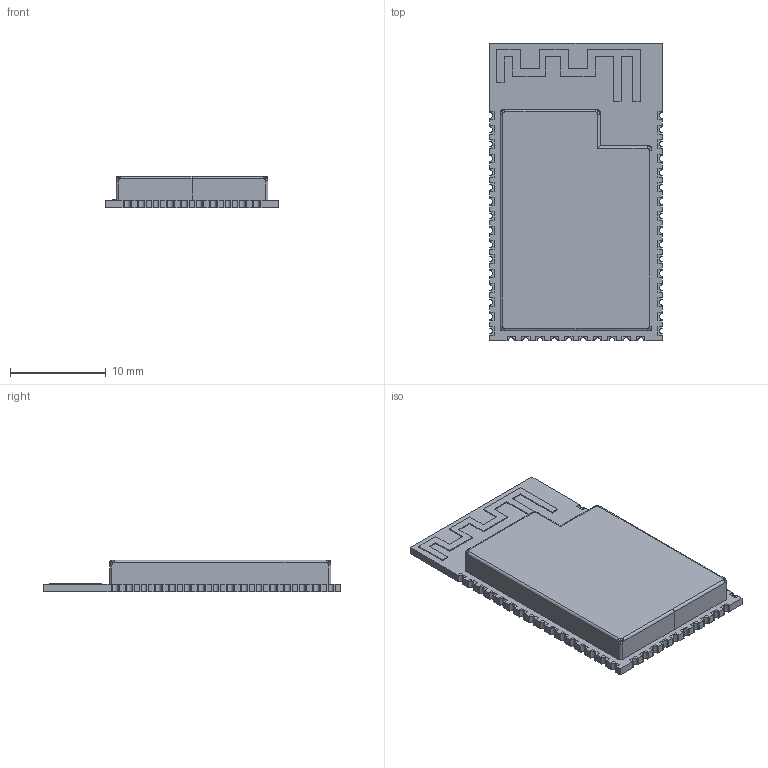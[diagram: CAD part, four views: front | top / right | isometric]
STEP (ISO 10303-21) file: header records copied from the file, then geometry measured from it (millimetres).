
FILE_DESCRIPTION(/* description */ (''),/* implementation_level */ '2;1');
FILE_NAME(/* name */ 'ESP32-S2-WROVER.step',/* time_stamp */ '2020-04-14T14:31:35-05:00',/* author */ (''),/* organization */ (''),/* preprocessor_version */ 'ST-DEVELOPER v18',/* originating_system */ 'Autodesk Translation Framework v8.12.0.6',/* authorisation */ '');
FILE_SCHEMA (('AUTOMOTIVE_DESIGN { 1 0 10303 214 3 1 1 }'));
Length unit declared in the file: millimetre
Products named in the file (5): ESP32-S2-WROVER; PCB; Castellations; Trace Antenna; Can
Assembly tree (4 placements, depth 2):
  ESP32-S2-WROVER
    PCB
    Castellations
    Trace Antenna
    Can
Bounding box: 18 x 31 x 3.3 mm (x, y, z)
Volume: 1305.5 mm3; surface area: 2269.1 mm2
Topology: 45 solids, 45 shells, 923 faces, 2401 edges, 1595 vertices
Faces by surface type: plane 693, bspline 176, cylinder 54
Entity records: 30409 total; most frequent: CARTESIAN_POINT 8610, ORIENTED_EDGE 4802, DIRECTION 3742, EDGE_CURVE 2401, LINE 1928, VECTOR 1928, VERTEX_POINT 1595, EDGE_LOOP 950
